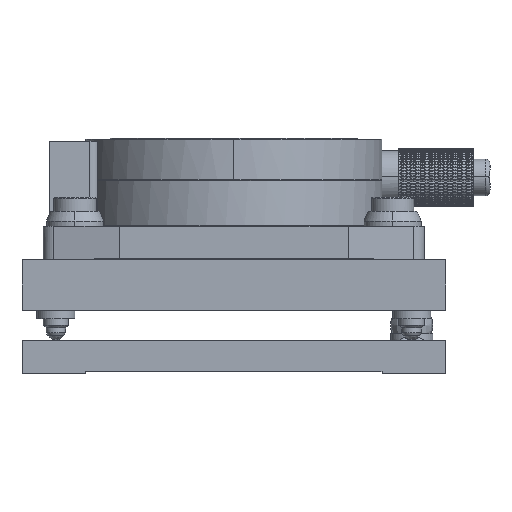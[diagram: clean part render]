
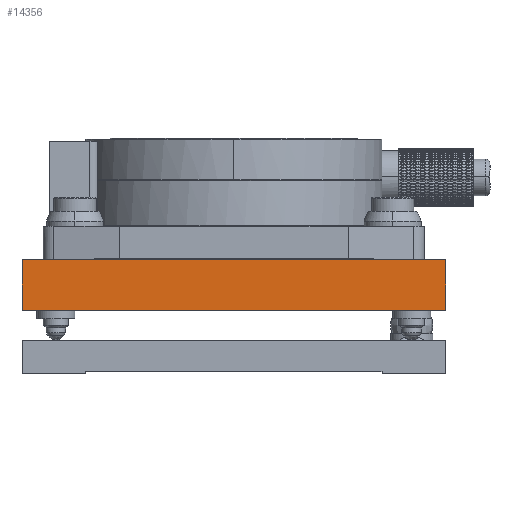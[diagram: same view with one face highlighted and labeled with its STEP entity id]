
A CAD part, front view. The second image highlights one B-rep face of the part: STEP entity #14356.
In plain terms, the highlighted planar face has unit normal (0, -1, 0).
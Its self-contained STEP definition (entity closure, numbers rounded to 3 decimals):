
#14356=ADVANCED_FACE('',(#20381),#110230,.T.);
#20381=FACE_OUTER_BOUND('',#26959,.T.);
#26959=EDGE_LOOP('',(#60105,#60106,#60107,#60108));
#60105=ORIENTED_EDGE('',*,*,#77684,.T.);
#60106=ORIENTED_EDGE('',*,*,#77685,.T.);
#60107=ORIENTED_EDGE('',*,*,#77681,.F.);
#60108=ORIENTED_EDGE('',*,*,#77621,.T.);
#77621=EDGE_CURVE('',#105506,#105507,#92713,.T.);
#77681=EDGE_CURVE('',#105506,#105532,#92747,.T.);
#77684=EDGE_CURVE('',#105507,#105534,#92750,.T.);
#77685=EDGE_CURVE('',#105534,#105532,#92751,.T.);
#92713=B_SPLINE_CURVE_WITH_KNOTS('',1,(#192677,#192678),.UNSPECIFIED.,.F.,
 .F.,(2,2),(-100.,0.),.UNSPECIFIED.);
#92747=B_SPLINE_CURVE_WITH_KNOTS('',1,(#193277,#193278),.UNSPECIFIED.,.F.,
 .F.,(2,2),(0.,12.),.UNSPECIFIED.);
#92750=B_SPLINE_CURVE_WITH_KNOTS('',1,(#193283,#193284),.UNSPECIFIED.,.F.,
 .F.,(2,2),(0.,12.),.UNSPECIFIED.);
#92751=B_SPLINE_CURVE_WITH_KNOTS('',1,(#193285,#193286),.UNSPECIFIED.,.F.,
 .F.,(2,2),(0.,100.),.UNSPECIFIED.);
#105506=VERTEX_POINT('',#191723);
#105507=VERTEX_POINT('',#191724);
#105532=VERTEX_POINT('',#191749);
#105534=VERTEX_POINT('',#191751);
#110230=PLANE('',#116190);
#116190=AXIS2_PLACEMENT_3D('',#191512,#121338,$);
#121338=DIRECTION('',(0.,-1.,0.));
#191512=CARTESIAN_POINT('',(-65.37,-64.408,28.32));
#191723=CARTESIAN_POINT('',(44.75,-64.408,27.));
#191724=CARTESIAN_POINT('',(-55.25,-64.408,27.));
#191749=CARTESIAN_POINT('',(44.75,-64.408,15.));
#191751=CARTESIAN_POINT('',(-55.25,-64.408,15.));
#192677=CARTESIAN_POINT('',(44.75,-64.408,27.));
#192678=CARTESIAN_POINT('',(-55.25,-64.408,27.));
#193277=CARTESIAN_POINT('',(44.75,-64.408,27.));
#193278=CARTESIAN_POINT('',(44.75,-64.408,15.));
#193283=CARTESIAN_POINT('',(-55.25,-64.408,27.));
#193284=CARTESIAN_POINT('',(-55.25,-64.408,15.));
#193285=CARTESIAN_POINT('',(-55.25,-64.408,15.));
#193286=CARTESIAN_POINT('',(44.75,-64.408,15.));
